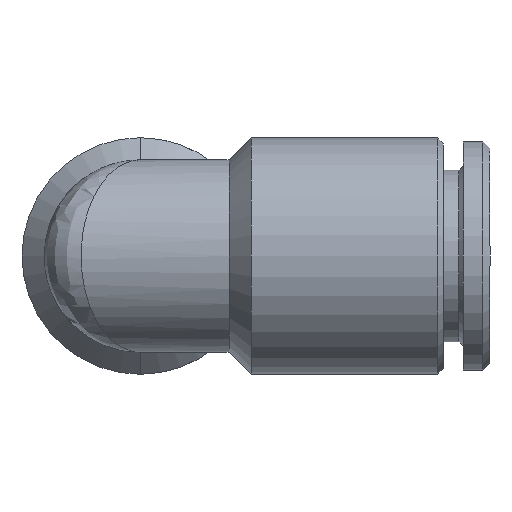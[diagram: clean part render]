
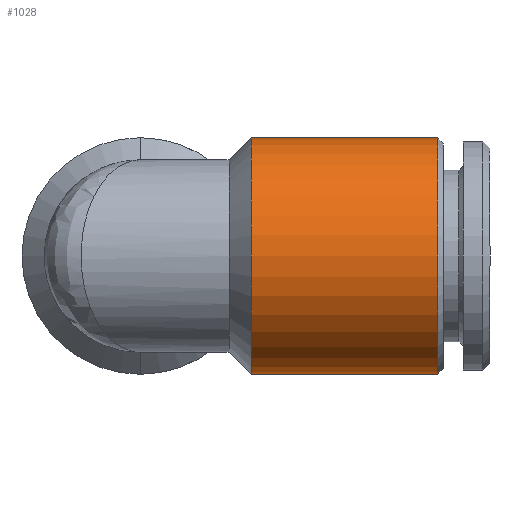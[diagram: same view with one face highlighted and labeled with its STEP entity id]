
A CAD part, left-side view. The second image highlights one B-rep face of the part: STEP entity #1028.
In plain terms, the highlighted cylindrical face has radius 8 mm (diameter 16 mm), a partial arc.
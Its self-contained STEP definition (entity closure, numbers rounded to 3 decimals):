
#140 = DIRECTION ( 'NONE',  ( 0., 0., 1. ) ) ;
#141 = DIRECTION ( 'NONE',  ( 0., 1., 0. ) ) ;
#142 = CARTESIAN_POINT ( 'NONE',  ( 0., -20.1, 0. ) ) ;
#143 = AXIS2_PLACEMENT_3D ( 'NONE', #142, #141, #140 ) ;
#144 = CIRCLE ( 'NONE', #143, 8. ) ;
#559 = DIRECTION ( 'NONE',  ( 0., 0., 1. ) ) ;
#560 = DIRECTION ( 'NONE',  ( 0., 1., 0. ) ) ;
#561 = CARTESIAN_POINT ( 'NONE',  ( 0., 11.328, 0. ) ) ;
#562 = AXIS2_PLACEMENT_3D ( 'NONE', #561, #560, #559 ) ;
#564 = CYLINDRICAL_SURFACE ( 'NONE', #562, 8. ) ;
#570 = FACE_OUTER_BOUND ( 'NONE', #1056, .T. ) ;
#681 = EDGE_CURVE ( 'NONE', #722, #738, #1367, .T. ) ;
#722 = VERTEX_POINT ( 'NONE', #1455 ) ;
#735 = VERTEX_POINT ( 'NONE', #1308 ) ;
#738 = VERTEX_POINT ( 'NONE', #1516 ) ;
#761 = EDGE_CURVE ( 'NONE', #738, #831, #1496, .T. ) ;
#812 = EDGE_CURVE ( 'NONE', #735, #831, #1566, .T. ) ;
#831 = VERTEX_POINT ( 'NONE', #1739 ) ;
#1028 = ADVANCED_FACE ( 'NONE', ( #570 ), #564, .T. ) ;
#1056 = EDGE_LOOP ( 'NONE', ( #1057, #1127, #1134, #1135 ) ) ;
#1057 = ORIENTED_EDGE ( 'NONE', *, *, #681, .F. ) ;
#1127 = ORIENTED_EDGE ( 'NONE', *, *, #1149, .T. ) ;
#1134 = ORIENTED_EDGE ( 'NONE', *, *, #812, .T. ) ;
#1135 = ORIENTED_EDGE ( 'NONE', *, *, #761, .F. ) ;
#1149 = EDGE_CURVE ( 'NONE', #722, #735, #144, .T. ) ;
#1308 = CARTESIAN_POINT ( 'NONE',  ( 0., -20.1, 8. ) ) ;
#1364 = DIRECTION ( 'NONE',  ( 0., 1., 0. ) ) ;
#1365 = VECTOR ( 'NONE', #1364, 1000. ) ;
#1366 = CARTESIAN_POINT ( 'NONE',  ( 0., 11.328, -8. ) ) ;
#1367 = LINE ( 'NONE', #1366, #1365 ) ;
#1455 = CARTESIAN_POINT ( 'NONE',  ( 0., -20.1, -8. ) ) ;
#1492 = DIRECTION ( 'NONE',  ( 0., 0., 1. ) ) ;
#1493 = DIRECTION ( 'NONE',  ( 0., 1., 0. ) ) ;
#1494 = CARTESIAN_POINT ( 'NONE',  ( 0., -7.5, 0. ) ) ;
#1495 = AXIS2_PLACEMENT_3D ( 'NONE', #1494, #1493, #1492 ) ;
#1496 = CIRCLE ( 'NONE', #1495, 8. ) ;
#1516 = CARTESIAN_POINT ( 'NONE',  ( 0., -7.5, -8. ) ) ;
#1563 = DIRECTION ( 'NONE',  ( 0., 1., 0. ) ) ;
#1564 = VECTOR ( 'NONE', #1563, 1000. ) ;
#1565 = CARTESIAN_POINT ( 'NONE',  ( 0., 11.328, 8. ) ) ;
#1566 = LINE ( 'NONE', #1565, #1564 ) ;
#1739 = CARTESIAN_POINT ( 'NONE',  ( 0., -7.5, 8. ) ) ;
